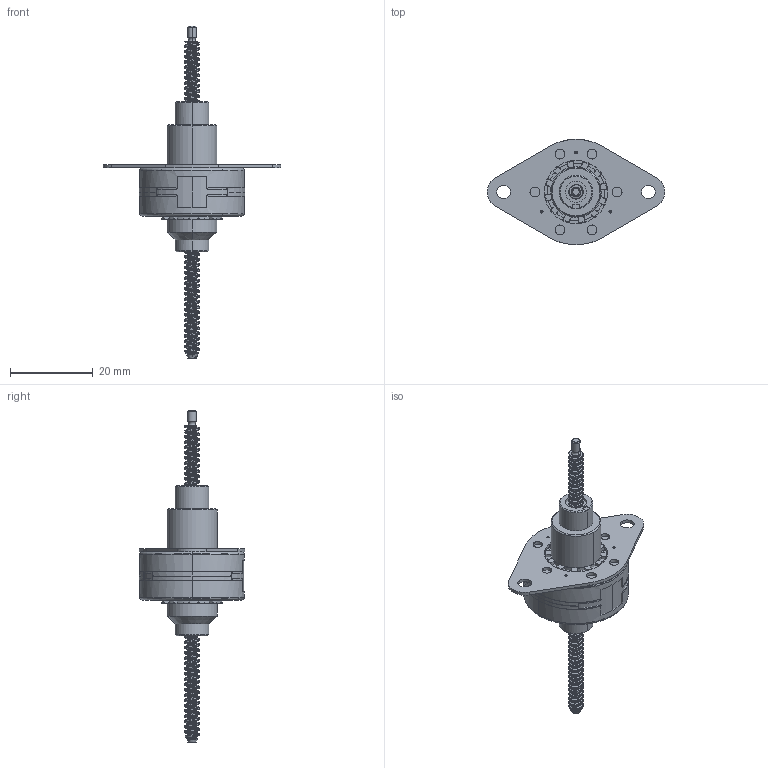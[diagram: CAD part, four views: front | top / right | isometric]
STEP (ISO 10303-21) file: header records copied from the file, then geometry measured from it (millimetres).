
FILE_DESCRIPTION((''),'2;1');
FILE_NAME('26DBM-L_ASM','2015-09-28T',('sandip.dhanwate'),(''),'PRO/ENGINEER BY PARAMETRIC TECHNOLOGY CORPORATION, 2014310','PRO/ENGINEER BY PARAMETRIC TECHNOLOGY CORPORATION, 2014310','');
FILE_SCHEMA(('CONFIG_CONTROL_DESIGN'));
Length unit declared in the file: inch
Products named in the file (8): 053-5076-001; 149-5086-009; 584-5184-011_ASM; 017-5020-001; 017-5021-001; 190-0510-001; PRT0002; 26DBM-L_ASM
Assembly tree (8 placements, depth 3):
  26DBM-L_ASM
    584-5184-011_ASM
      053-5076-001
      149-5086-009
    053-5076-001
    017-5020-001
    017-5021-001
    190-0510-001
    PRT0002
Bounding box: 42.82 x 25.42 x 80.01 mm (x, y, z)
Volume: 10853.7 mm3; surface area: 9607.4 mm2
Topology: 7 solids, 7 shells, 972 faces, 2677 edges, 1722 vertices
Faces by surface type: cylinder 480, plane 294, bspline 160, cone 14, torus 12, sphere 12
Entity records: 49239 total; most frequent: CARTESIAN_POINT 31618, ORIENTED_EDGE 3950, DIRECTION 3227, EDGE_CURVE 1975, VERTEX_POINT 1274, AXIS2_PLACEMENT_3D 1195, VECTOR 837, LINE 837
